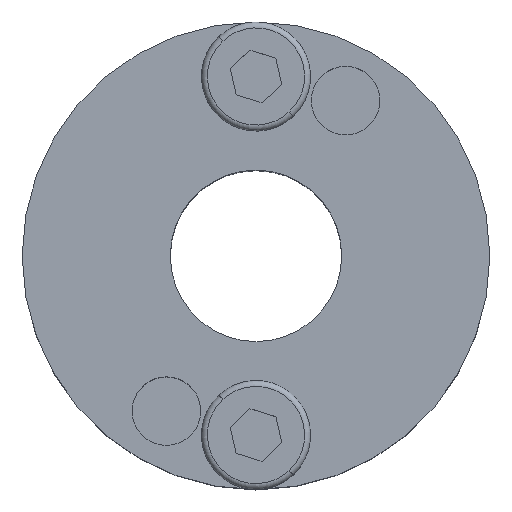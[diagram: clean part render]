
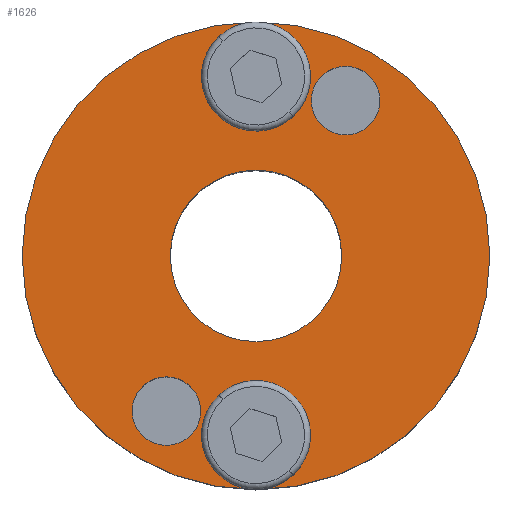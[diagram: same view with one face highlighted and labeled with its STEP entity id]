
A CAD part, top view. The second image highlights one B-rep face of the part: STEP entity #1626.
In plain terms, the highlighted planar face has unit normal (0, 0, 1).
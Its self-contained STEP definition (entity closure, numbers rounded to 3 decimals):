
#56 = EDGE_CURVE ( 'NONE', #1658, #886, #532, .T. ) ;
#71 = ORIENTED_EDGE ( 'NONE', *, *, #1642, .F. ) ;
#111 = CARTESIAN_POINT ( 'NONE',  ( 3.55, 9.959, 0. ) ) ;
#186 = CARTESIAN_POINT ( 'NONE',  ( -2.2, -11.5, 0. ) ) ;
#301 = CARTESIAN_POINT ( 'NONE',  ( -2.2, 11.5, 0. ) ) ;
#410 = CIRCLE ( 'NONE', #411, 2.2 ) ;
#411 = AXIS2_PLACEMENT_3D ( 'NONE', #412, #413, #414 ) ;
#412 = CARTESIAN_POINT ( 'NONE',  ( 5.75, 9.959, 0. ) ) ;
#413 = DIRECTION ( 'NONE',  ( 0., 0., 1. ) ) ;
#414 = DIRECTION ( 'NONE',  ( 1., 0., 0. ) ) ;
#433 = CIRCLE ( 'NONE', #434, 5.5 ) ;
#434 = AXIS2_PLACEMENT_3D ( 'NONE', #440, #441, #442 ) ;
#437 = VERTEX_POINT ( 'NONE', #612 ) ;
#440 = CARTESIAN_POINT ( 'NONE',  ( 0., 0., 0. ) ) ;
#441 = DIRECTION ( 'NONE',  ( 0., 0., 1. ) ) ;
#442 = DIRECTION ( 'NONE',  ( 1., 0., 0. ) ) ;
#444 = CIRCLE ( 'NONE', #445, 15. ) ;
#445 = AXIS2_PLACEMENT_3D ( 'NONE', #446, #447, #448 ) ;
#446 = CARTESIAN_POINT ( 'NONE',  ( 0., 0., 0. ) ) ;
#447 = DIRECTION ( 'NONE',  ( 0., 0., 1. ) ) ;
#448 = DIRECTION ( 'NONE',  ( 1., 0., 0. ) ) ;
#465 = CARTESIAN_POINT ( 'NONE',  ( 2.2, -11.5, 0. ) ) ;
#477 = ORIENTED_EDGE ( 'NONE', *, *, #1604, .F. ) ;
#509 = CIRCLE ( 'NONE', #510, 15. ) ;
#510 = AXIS2_PLACEMENT_3D ( 'NONE', #512, #513, #514 ) ;
#512 = CARTESIAN_POINT ( 'NONE',  ( 0., 0., 0. ) ) ;
#513 = DIRECTION ( 'NONE',  ( 0., 0., 1. ) ) ;
#514 = DIRECTION ( 'NONE',  ( 1., 0., 0. ) ) ;
#527 = CARTESIAN_POINT ( 'NONE',  ( -5.5, 0., 0. ) ) ;
#532 = CIRCLE ( 'NONE', #533, 2.2 ) ;
#533 = AXIS2_PLACEMENT_3D ( 'NONE', #534, #535, #536 ) ;
#534 = CARTESIAN_POINT ( 'NONE',  ( 0., -11.5, 0. ) ) ;
#535 = DIRECTION ( 'NONE',  ( 0., 0., 1. ) ) ;
#536 = DIRECTION ( 'NONE',  ( -1., 0., 0. ) ) ;
#612 = CARTESIAN_POINT ( 'NONE',  ( -15., 0., 0. ) ) ;
#631 = CIRCLE ( 'NONE', #632, 2.2 ) ;
#632 = AXIS2_PLACEMENT_3D ( 'NONE', #634, #635, #636 ) ;
#634 = CARTESIAN_POINT ( 'NONE',  ( 0., 11.5, 0. ) ) ;
#635 = DIRECTION ( 'NONE',  ( 0., 0., 1. ) ) ;
#636 = DIRECTION ( 'NONE',  ( 1., 0., 0. ) ) ;
#637 = CARTESIAN_POINT ( 'NONE',  ( 15., 0., 0. ) ) ;
#650 = VERTEX_POINT ( 'NONE', #111 ) ;
#661 = CARTESIAN_POINT ( 'NONE',  ( 2.2, 11.5, 0. ) ) ;
#695 = CIRCLE ( 'NONE', #696, 2.2 ) ;
#696 = AXIS2_PLACEMENT_3D ( 'NONE', #697, #698, #699 ) ;
#697 = CARTESIAN_POINT ( 'NONE',  ( 0., 11.5, 0. ) ) ;
#698 = DIRECTION ( 'NONE',  ( 0., 0., 1. ) ) ;
#699 = DIRECTION ( 'NONE',  ( 1., 0., 0. ) ) ;
#735 = CIRCLE ( 'NONE', #736, 2.2 ) ;
#736 = AXIS2_PLACEMENT_3D ( 'NONE', #737, #738, #745 ) ;
#737 = CARTESIAN_POINT ( 'NONE',  ( -5.75, -9.959, 0. ) ) ;
#738 = DIRECTION ( 'NONE',  ( 0., 0., 1. ) ) ;
#745 = DIRECTION ( 'NONE',  ( 1., 0., 0. ) ) ;
#819 = CARTESIAN_POINT ( 'NONE',  ( 5.5, 0., 0. ) ) ;
#886 = VERTEX_POINT ( 'NONE', #186 ) ;
#927 = CIRCLE ( 'NONE', #928, 2.2 ) ;
#928 = AXIS2_PLACEMENT_3D ( 'NONE', #929, #930, #931 ) ;
#929 = CARTESIAN_POINT ( 'NONE',  ( 5.75, 9.959, 0. ) ) ;
#930 = DIRECTION ( 'NONE',  ( 0., 0., 1. ) ) ;
#931 = DIRECTION ( 'NONE',  ( 1., 0., 0. ) ) ;
#1023 = FACE_BOUND ( 'NONE', #1695, .T. ) ;
#1024 = FACE_BOUND ( 'NONE', #1705, .T. ) ;
#1025 = FACE_BOUND ( 'NONE', #1692, .T. ) ;
#1026 = FACE_BOUND ( 'NONE', #1523, .T. ) ;
#1027 = FACE_BOUND ( 'NONE', #1787, .T. ) ;
#1028 = FACE_OUTER_BOUND ( 'NONE', #1582, .T. ) ;
#1032 = PLANE ( 'NONE',  #1033 ) ;
#1033 = AXIS2_PLACEMENT_3D ( 'NONE', #1034, #1035, #1036 ) ;
#1034 = CARTESIAN_POINT ( 'NONE',  ( 0., 15., 0. ) ) ;
#1035 = DIRECTION ( 'NONE',  ( 0., 0., -1. ) ) ;
#1036 = DIRECTION ( 'NONE',  ( -1., 0., 0. ) ) ;
#1037 = CARTESIAN_POINT ( 'NONE',  ( -3.55, -9.959, 0. ) ) ;
#1053 = CARTESIAN_POINT ( 'NONE',  ( 7.95, 9.959, 0. ) ) ;
#1059 = CIRCLE ( 'NONE', #1060, 5.5 ) ;
#1060 = AXIS2_PLACEMENT_3D ( 'NONE', #1061, #1062, #1063 ) ;
#1061 = CARTESIAN_POINT ( 'NONE',  ( 0., 0., 0. ) ) ;
#1062 = DIRECTION ( 'NONE',  ( 0., 0., 1. ) ) ;
#1063 = DIRECTION ( 'NONE',  ( 1., 0., 0. ) ) ;
#1091 = CIRCLE ( 'NONE', #1092, 2.2 ) ;
#1092 = AXIS2_PLACEMENT_3D ( 'NONE', #1093, #1094, #1095 ) ;
#1093 = CARTESIAN_POINT ( 'NONE',  ( 0., -11.5, 0. ) ) ;
#1094 = DIRECTION ( 'NONE',  ( 0., 0., 1. ) ) ;
#1095 = DIRECTION ( 'NONE',  ( -1., 0., 0. ) ) ;
#1098 = CARTESIAN_POINT ( 'NONE',  ( -7.95, -9.959, 0. ) ) ;
#1101 = CIRCLE ( 'NONE', #1102, 2.2 ) ;
#1102 = AXIS2_PLACEMENT_3D ( 'NONE', #1106, #1107, #1108 ) ;
#1106 = CARTESIAN_POINT ( 'NONE',  ( -5.75, -9.959, 0. ) ) ;
#1107 = DIRECTION ( 'NONE',  ( 0., 0., 1. ) ) ;
#1108 = DIRECTION ( 'NONE',  ( 1., 0., 0. ) ) ;
#1139 = VERTEX_POINT ( 'NONE', #301 ) ;
#1423 = ORIENTED_EDGE ( 'NONE', *, *, #1831, .F. ) ;
#1424 = EDGE_CURVE ( 'NONE', #437, #1679, #444, .T. ) ;
#1523 = EDGE_LOOP ( 'NONE', ( #1533, #1789 ) ) ;
#1533 = ORIENTED_EDGE ( 'NONE', *, *, #1766, .F. ) ;
#1581 = ORIENTED_EDGE ( 'NONE', *, *, #1637, .F. ) ;
#1582 = EDGE_LOOP ( 'NONE', ( #1640, #1781 ) ) ;
#1604 = EDGE_CURVE ( 'NONE', #650, #1635, #927, .T. ) ;
#1626 = ADVANCED_FACE ( 'NONE', ( #1023, #1024, #1025, #1026, #1027, #1028 ), #1032, .F. ) ;
#1627 = VERTEX_POINT ( 'NONE', #1037 ) ;
#1635 = VERTEX_POINT ( 'NONE', #1053 ) ;
#1637 = EDGE_CURVE ( 'NONE', #1666, #1784, #1059, .T. ) ;
#1640 = ORIENTED_EDGE ( 'NONE', *, *, #1665, .T. ) ;
#1642 = EDGE_CURVE ( 'NONE', #886, #1658, #1091, .T. ) ;
#1648 = EDGE_CURVE ( 'NONE', #1826, #1627, #1101, .T. ) ;
#1658 = VERTEX_POINT ( 'NONE', #465 ) ;
#1665 = EDGE_CURVE ( 'NONE', #1679, #437, #509, .T. ) ;
#1666 = VERTEX_POINT ( 'NONE', #527 ) ;
#1679 = VERTEX_POINT ( 'NONE', #637 ) ;
#1682 = ORIENTED_EDGE ( 'NONE', *, *, #1767, .F. ) ;
#1687 = VERTEX_POINT ( 'NONE', #661 ) ;
#1692 = EDGE_LOOP ( 'NONE', ( #1720, #71 ) ) ;
#1695 = EDGE_LOOP ( 'NONE', ( #1682, #1783 ) ) ;
#1705 = EDGE_LOOP ( 'NONE', ( #1740, #477 ) ) ;
#1720 = ORIENTED_EDGE ( 'NONE', *, *, #56, .F. ) ;
#1740 = ORIENTED_EDGE ( 'NONE', *, *, #1746, .F. ) ;
#1746 = EDGE_CURVE ( 'NONE', #1635, #650, #410, .T. ) ;
#1761 = EDGE_CURVE ( 'NONE', #1139, #1687, #631, .T. ) ;
#1766 = EDGE_CURVE ( 'NONE', #1687, #1139, #695, .T. ) ;
#1767 = EDGE_CURVE ( 'NONE', #1627, #1826, #735, .T. ) ;
#1781 = ORIENTED_EDGE ( 'NONE', *, *, #1424, .T. ) ;
#1783 = ORIENTED_EDGE ( 'NONE', *, *, #1648, .F. ) ;
#1784 = VERTEX_POINT ( 'NONE', #819 ) ;
#1787 = EDGE_LOOP ( 'NONE', ( #1423, #1581 ) ) ;
#1789 = ORIENTED_EDGE ( 'NONE', *, *, #1761, .F. ) ;
#1826 = VERTEX_POINT ( 'NONE', #1098 ) ;
#1831 = EDGE_CURVE ( 'NONE', #1784, #1666, #433, .T. ) ;
